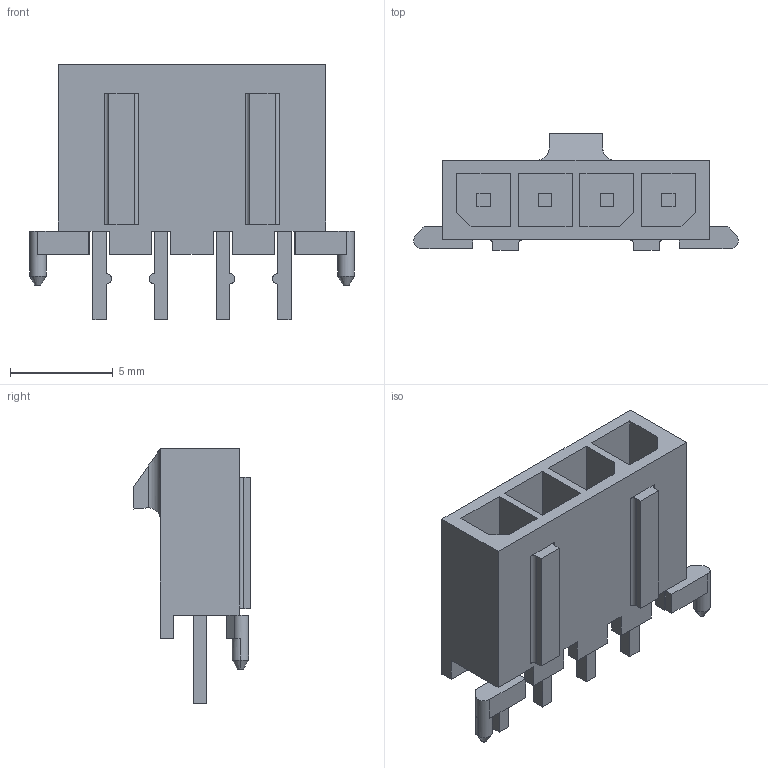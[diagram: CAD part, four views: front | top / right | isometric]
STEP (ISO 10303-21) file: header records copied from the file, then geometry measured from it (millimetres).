
FILE_DESCRIPTION((''),'2;1');
FILE_NAME('C-2-1445050-4','2011-08-25T',('workeradm'),('Tyco Electronics Ltd.'),'PRO/ENGINEER BY PARAMETRIC TECHNOLOGY CORPORATION, 2010430','PRO/ENGINEER BY PARAMETRIC TECHNOLOGY CORPORATION, 2010430','');
FILE_SCHEMA(('AUTOMOTIVE_DESIGN { 1 0 10303 214 1 1 1 1 }'));
Length unit declared in the file: millimetre
Products named in the file (1): C-2-1445050-4
Bounding box: 15.8 x 5.67 x 12.42 mm (x, y, z)
Volume: 286.2 mm3; surface area: 819.1 mm2
Topology: 1 solids, 1 shells, 153 faces, 403 edges, 266 vertices
Faces by surface type: plane 134, cylinder 15, cone 4
Entity records: 4936 total; most frequent: CARTESIAN_POINT 868, ORIENTED_EDGE 806, DIRECTION 739, EDGE_CURVE 403, VECTOR 365, LINE 365, VERTEX_POINT 266, AXIS2_PLACEMENT_3D 187
